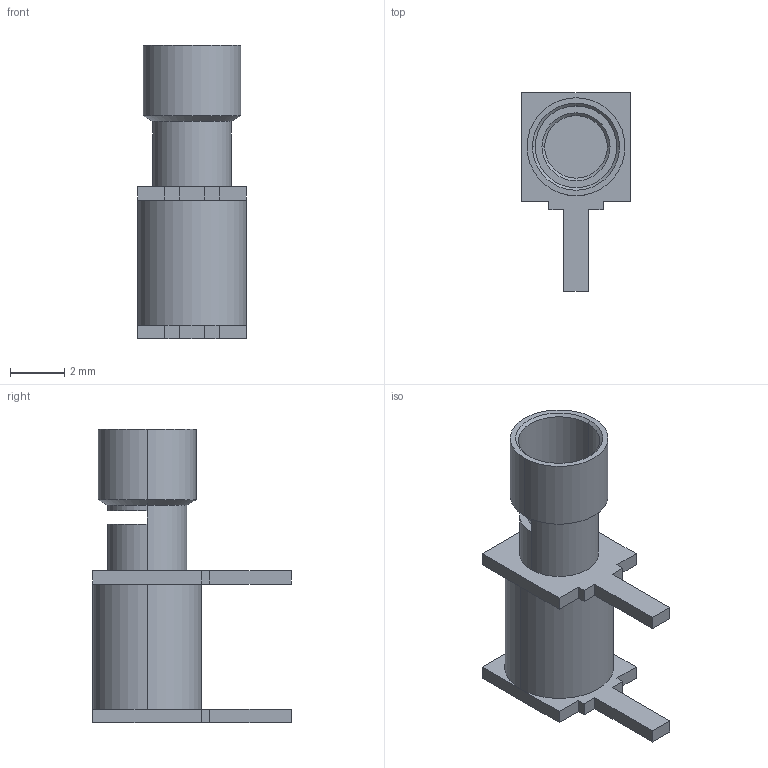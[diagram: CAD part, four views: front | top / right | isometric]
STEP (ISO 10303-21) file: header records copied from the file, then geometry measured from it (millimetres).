
FILE_DESCRIPTION (( 'STEP AP214' ), '1' );
FILE_NAME ('H01000A0201.STEP', '2014-08-04T06:47:17', ( '' ), ( '' ), 'SwSTEP 2.0', 'SolidWorks 2014', '' );
FILE_SCHEMA (( 'AUTOMOTIVE_DESIGN' ));
Length unit declared in the file: millimetre
Products named in the file (1): H01000A0201
Bounding box: 4 x 7.3 x 10.8 mm (x, y, z)
Volume: 93.6 mm3; surface area: 229.5 mm2
Topology: 1 solids, 1 shells, 62 faces, 150 edges, 92 vertices
Faces by surface type: plane 38, cylinder 16, cone 8
Entity records: 2484 total; most frequent: DIRECTION 320, CARTESIAN_POINT 305, ORIENTED_EDGE 300, EDGE_CURVE 150, AXIS2_PLACEMENT_3D 107, LINE 106, VECTOR 106, VERTEX_POINT 92
